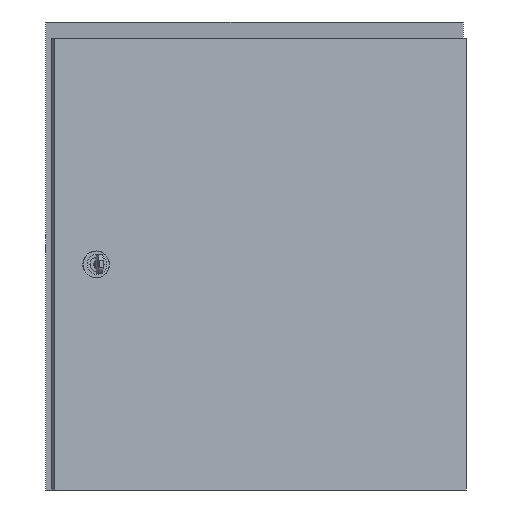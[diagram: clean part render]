
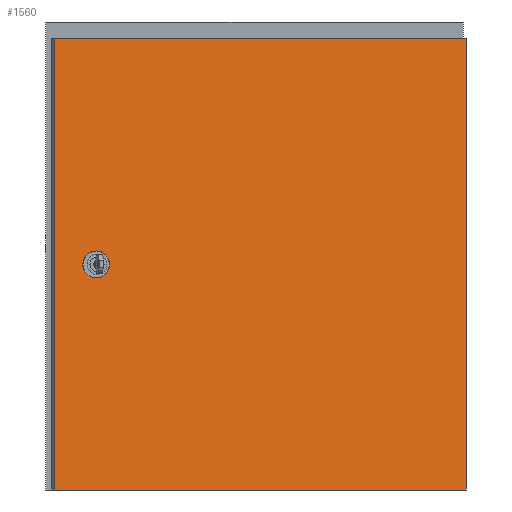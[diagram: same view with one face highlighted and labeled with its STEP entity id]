
A CAD part, front view. The second image highlights one B-rep face of the part: STEP entity #1560.
In plain terms, the highlighted planar face has unit normal (0.174, -0.985, 0).
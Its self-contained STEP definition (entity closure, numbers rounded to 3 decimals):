
#45=FACE_BOUND('',#263,.T.);
#79=PLANE('',#1694);
#157=FACE_OUTER_BOUND('',#262,.T.);
#262=EDGE_LOOP('',(#1196,#1197,#1198,#1199));
#263=EDGE_LOOP('',(#1200));
#373=LINE('',#2392,#537);
#374=LINE('',#2394,#538);
#375=LINE('',#2396,#539);
#376=LINE('',#2397,#540);
#537=VECTOR('',#1946,1.);
#538=VECTOR('',#1947,1.);
#539=VECTOR('',#1948,1.);
#540=VECTOR('',#1949,1.);
#675=CIRCLE('',#1695,16.);
#752=VERTEX_POINT('',#2390);
#753=VERTEX_POINT('',#2391);
#754=VERTEX_POINT('',#2393);
#755=VERTEX_POINT('',#2395);
#756=VERTEX_POINT('',#2398);
#911=EDGE_CURVE('',#752,#753,#373,.T.);
#912=EDGE_CURVE('',#753,#754,#374,.T.);
#913=EDGE_CURVE('',#754,#755,#375,.T.);
#914=EDGE_CURVE('',#755,#752,#376,.T.);
#915=EDGE_CURVE('',#756,#756,#675,.T.);
#1196=ORIENTED_EDGE('',*,*,#911,.T.);
#1197=ORIENTED_EDGE('',*,*,#912,.T.);
#1198=ORIENTED_EDGE('',*,*,#913,.T.);
#1199=ORIENTED_EDGE('',*,*,#914,.T.);
#1200=ORIENTED_EDGE('',*,*,#915,.T.);
#1560=ADVANCED_FACE('',(#157,#45),#79,.T.);
#1694=AXIS2_PLACEMENT_3D('',#2389,#1944,#1945);
#1695=AXIS2_PLACEMENT_3D('',#2399,#1950,#1951);
#1944=DIRECTION('center_axis',(0.174,-0.985,0.));
#1945=DIRECTION('ref_axis',(0.,0.,1.));
#1946=DIRECTION('',(0.,0.,-1.));
#1947=DIRECTION('',(0.985,0.174,0.));
#1948=DIRECTION('',(0.,0.,1.));
#1949=DIRECTION('',(-0.985,-0.174,0.));
#1950=DIRECTION('center_axis',(-0.174,0.985,0.));
#1951=DIRECTION('ref_axis',(-0.036,-0.006,-0.999));
#2389=CARTESIAN_POINT('Origin',(-238.931,-396.52,538.));
#2390=CARTESIAN_POINT('',(-238.931,-396.52,538.));
#2391=CARTESIAN_POINT('',(-238.931,-396.52,-2.));
#2392=CARTESIAN_POINT('',(-238.931,-396.52,538.));
#2393=CARTESIAN_POINT('',(253.473,-309.696,-2.));
#2394=CARTESIAN_POINT('',(-238.931,-396.52,-2.));
#2395=CARTESIAN_POINT('',(253.473,-309.696,538.));
#2396=CARTESIAN_POINT('',(253.473,-309.696,538.));
#2397=CARTESIAN_POINT('',(-238.931,-396.52,538.));
#2398=CARTESIAN_POINT('',(-189.115,-387.736,283.989));
#2399=CARTESIAN_POINT('Origin',(-189.691,-387.838,268.));
